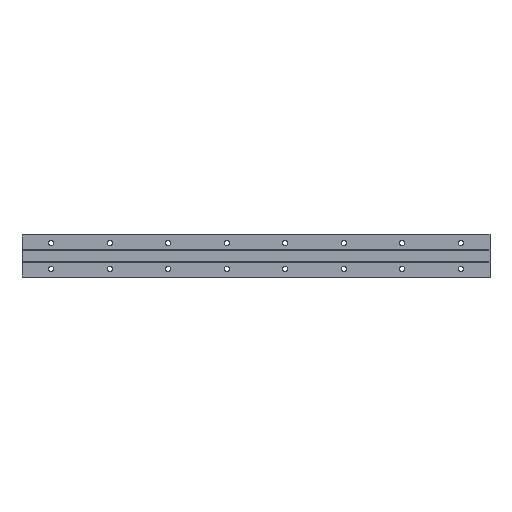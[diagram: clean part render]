
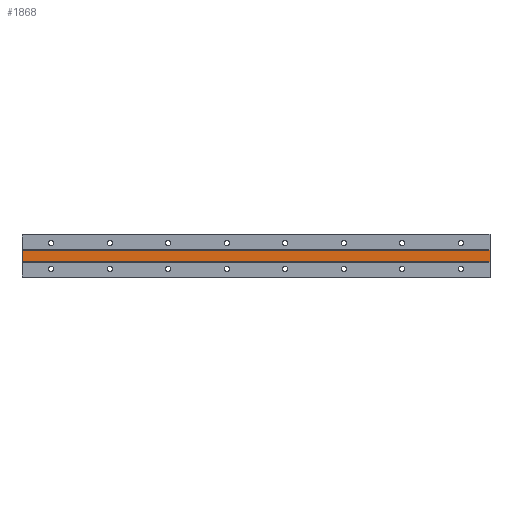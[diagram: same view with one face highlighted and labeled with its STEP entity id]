
A CAD part, front view. The second image highlights one B-rep face of the part: STEP entity #1868.
In plain terms, the highlighted planar face has unit normal (0, -1, 0).
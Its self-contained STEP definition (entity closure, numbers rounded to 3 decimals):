
#81 = EDGE_CURVE ( 'NONE', #1185, #197, #902, .T. ) ;
#197 = VERTEX_POINT ( 'NONE', #3118 ) ;
#248 = CARTESIAN_POINT ( 'NONE',  ( 375., 0.5, 5. ) ) ;
#321 = DIRECTION ( 'NONE',  ( 0., 0., 1. ) ) ;
#664 = CARTESIAN_POINT ( 'NONE',  ( 375., 0.5, -5. ) ) ;
#822 = EDGE_CURVE ( 'NONE', #197, #2301, #1535, .T. ) ;
#837 = ORIENTED_EDGE ( 'NONE', *, *, #822, .T. ) ;
#902 = LINE ( 'NONE', #2007, #1730 ) ;
#1109 = EDGE_CURVE ( 'NONE', #1185, #2066, #1696, .T. ) ;
#1147 = DIRECTION ( 'NONE',  ( 1., 0., 0. ) ) ;
#1185 = VERTEX_POINT ( 'NONE', #3110 ) ;
#1373 = DIRECTION ( 'NONE',  ( 0., 1., 0. ) ) ;
#1441 = CARTESIAN_POINT ( 'NONE',  ( 375., 0.5, 5. ) ) ;
#1535 = LINE ( 'NONE', #664, #3440 ) ;
#1630 = CARTESIAN_POINT ( 'NONE',  ( 375., 0.5, 18.34 ) ) ;
#1696 = LINE ( 'NONE', #1441, #3516 ) ;
#1730 = VECTOR ( 'NONE', #2562, 1000. ) ;
#1753 = ORIENTED_EDGE ( 'NONE', *, *, #1109, .F. ) ;
#1868 = ADVANCED_FACE ( 'NONE', ( #2827 ), #3350, .F. ) ;
#1942 = LINE ( 'NONE', #1630, #2907 ) ;
#2007 = CARTESIAN_POINT ( 'NONE',  ( -25., 0.5, 18.34 ) ) ;
#2066 = VERTEX_POINT ( 'NONE', #2938 ) ;
#2067 = DIRECTION ( 'NONE',  ( 1., 0., 0. ) ) ;
#2072 = ORIENTED_EDGE ( 'NONE', *, *, #81, .T. ) ;
#2301 = VERTEX_POINT ( 'NONE', #2812 ) ;
#2461 = AXIS2_PLACEMENT_3D ( 'NONE', #248, #1373, #321 ) ;
#2562 = DIRECTION ( 'NONE',  ( 0., 0., -1. ) ) ;
#2729 = EDGE_CURVE ( 'NONE', #2066, #2301, #1942, .T. ) ;
#2812 = CARTESIAN_POINT ( 'NONE',  ( 375., 0.5, -5. ) ) ;
#2827 = FACE_OUTER_BOUND ( 'NONE', #3043, .T. ) ;
#2907 = VECTOR ( 'NONE', #3090, 1000. ) ;
#2938 = CARTESIAN_POINT ( 'NONE',  ( 375., 0.5, 5. ) ) ;
#3043 = EDGE_LOOP ( 'NONE', ( #837, #3547, #1753, #2072 ) ) ;
#3090 = DIRECTION ( 'NONE',  ( 0., 0., -1. ) ) ;
#3110 = CARTESIAN_POINT ( 'NONE',  ( -25., 0.5, 5. ) ) ;
#3118 = CARTESIAN_POINT ( 'NONE',  ( -25., 0.5, -5. ) ) ;
#3350 = PLANE ( 'NONE',  #2461 ) ;
#3440 = VECTOR ( 'NONE', #2067, 1000. ) ;
#3516 = VECTOR ( 'NONE', #1147, 1000. ) ;
#3547 = ORIENTED_EDGE ( 'NONE', *, *, #2729, .F. ) ;
